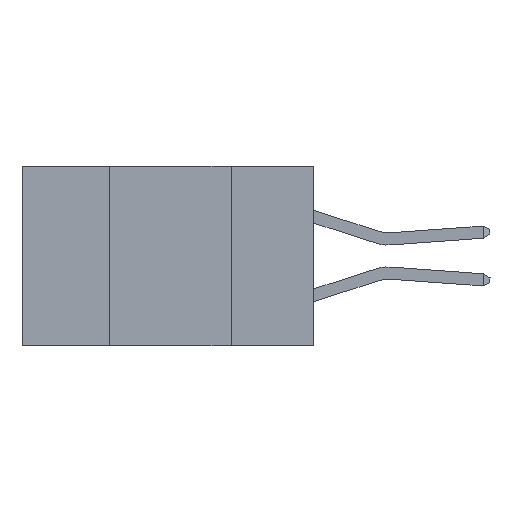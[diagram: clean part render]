
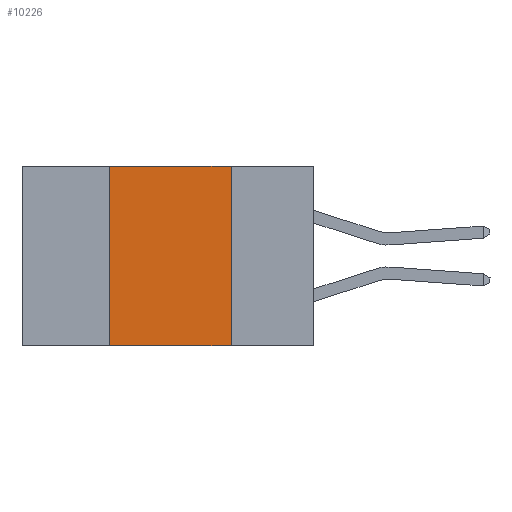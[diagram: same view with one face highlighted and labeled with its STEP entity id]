
A CAD part, left-side view. The second image highlights one B-rep face of the part: STEP entity #10226.
In plain terms, the highlighted planar face has unit normal (-1, 0, 0).
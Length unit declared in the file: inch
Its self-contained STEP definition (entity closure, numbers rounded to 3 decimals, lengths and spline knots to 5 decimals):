
#1121 = LINE ( 'NONE', #19665, #17058 ) ;
#1283 = DIRECTION ( 'NONE',  ( 0., -1., 0. ) ) ;
#2877 = VERTEX_POINT ( 'NONE', #9481 ) ;
#3977 = VECTOR ( 'NONE', #14537, 39.37008 ) ;
#5591 = CARTESIAN_POINT ( 'NONE',  ( 0., 0.42, 0. ) ) ;
#6060 = DIRECTION ( 'NONE',  ( 0., 0., -1. ) ) ;
#6154 = DIRECTION ( 'NONE',  ( 1., 0., 0. ) ) ;
#6447 = EDGE_CURVE ( 'NONE', #2877, #18164, #28919, .T. ) ;
#6817 = EDGE_CURVE ( 'NONE', #2877, #22812, #24965, .T. ) ;
#7619 = VECTOR ( 'NONE', #19131, 39.37008 ) ;
#9194 = FACE_OUTER_BOUND ( 'NONE', #21395, .T. ) ;
#9481 = CARTESIAN_POINT ( 'NONE',  ( 0., 0.42, -0.37 ) ) ;
#9973 = LINE ( 'NONE', #18931, #3977 ) ;
#10226 = ADVANCED_FACE ( 'NONE', ( #9194 ), #15073, .F. ) ;
#10540 = DIRECTION ( 'NONE',  ( 0., 0., 1. ) ) ;
#10682 = VERTEX_POINT ( 'NONE', #23438 ) ;
#11294 = CARTESIAN_POINT ( 'NONE',  ( 0., 0.42, 0. ) ) ;
#12135 = ORIENTED_EDGE ( 'NONE', *, *, #6447, .F. ) ;
#12195 = CARTESIAN_POINT ( 'NONE',  ( 0., 0.6, -0.37 ) ) ;
#12270 = VECTOR ( 'NONE', #10540, 39.37008 ) ;
#12798 = ORIENTED_EDGE ( 'NONE', *, *, #6817, .T. ) ;
#12891 = CARTESIAN_POINT ( 'NONE',  ( 0., 0.6, 0. ) ) ;
#13395 = ORIENTED_EDGE ( 'NONE', *, *, #20773, .F. ) ;
#14537 = DIRECTION ( 'NONE',  ( 0., 0., -1. ) ) ;
#14893 = ORIENTED_EDGE ( 'NONE', *, *, #15548, .F. ) ;
#15073 = PLANE ( 'NONE',  #23626 ) ;
#15548 = EDGE_CURVE ( 'NONE', #18164, #10682, #1121, .T. ) ;
#17058 = VECTOR ( 'NONE', #1283, 39.37008 ) ;
#18164 = VERTEX_POINT ( 'NONE', #11294 ) ;
#18209 = CARTESIAN_POINT ( 'NONE',  ( 0., 0.17, -0.37 ) ) ;
#18931 = CARTESIAN_POINT ( 'NONE',  ( 0., 0.17, 0. ) ) ;
#19131 = DIRECTION ( 'NONE',  ( 0., -1., 0. ) ) ;
#19665 = CARTESIAN_POINT ( 'NONE',  ( 0., 0.6, 0. ) ) ;
#20773 = EDGE_CURVE ( 'NONE', #10682, #22812, #9973, .T. ) ;
#21395 = EDGE_LOOP ( 'NONE', ( #13395, #14893, #12135, #12798 ) ) ;
#22812 = VERTEX_POINT ( 'NONE', #18209 ) ;
#23438 = CARTESIAN_POINT ( 'NONE',  ( 0., 0.17, 0. ) ) ;
#23626 = AXIS2_PLACEMENT_3D ( 'NONE', #12891, #6154, #6060 ) ;
#24965 = LINE ( 'NONE', #12195, #7619 ) ;
#28919 = LINE ( 'NONE', #5591, #12270 ) ;
